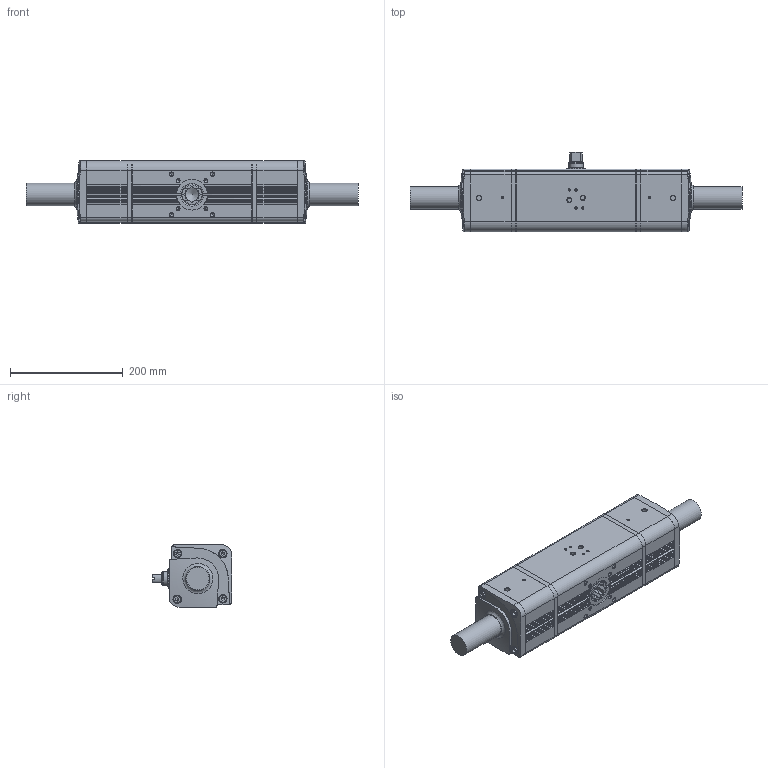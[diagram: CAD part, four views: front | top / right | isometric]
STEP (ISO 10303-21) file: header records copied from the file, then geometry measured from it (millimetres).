
FILE_DESCRIPTION(/* description */ ('Unknown'),/* implementation_level */ '2;1');
FILE_NAME(/* name */ 'DD04',/* time_stamp */ '2022-08-11T13:20:48+02:00',/* author */ ('Unknown'),/* organization */ ('Unknown'),/* preprocessor_version */ 'ST-DEVELOPER v16.7',/* originating_system */ 'Solid Edge',/* authorisation */ 'Unknown');
FILE_SCHEMA (('AUTOMOTIVE_DESIGN {1 0 10303 214 3 1 1}'));
Length unit declared in the file: millimetre
Products named in the file (2): DDN240401S; _DDN240401S
Assembly tree (1 placements, depth 2):
  DDN240401S
    _DDN240401S
Bounding box: 589 x 141.1 x 111.1 mm (x, y, z)
Volume: 5010599.8 mm3; surface area: 293229.2 mm2
Topology: 1 solids, 1 shells, 586 faces, 1548 edges, 1015 vertices
Faces by surface type: plane 257, cylinder 237, cone 70, torus 22
Full cylindrical faces by diameter (mm): 2 x2, 3.242 x10, 4.134 x1, 5.917 x4, 6.647 x4, 7.647 x2, 8.566 x2, 13 x8, 23.8 x1, 25 x2, 31.2 x1, 35 x2, 36 x1, 37 x1, 40 x2, 96 x2, 98 x4
Entity records: 21671 total; most frequent: CARTESIAN_POINT 3446, DIRECTION 2978, ORIENTED_EDGE 2746, EDGE_CURVE 1373, AXIS2_PLACEMENT_3D 1119, VERTEX_POINT 995, FACE_BOUND 792, EDGE_LOOP 766
